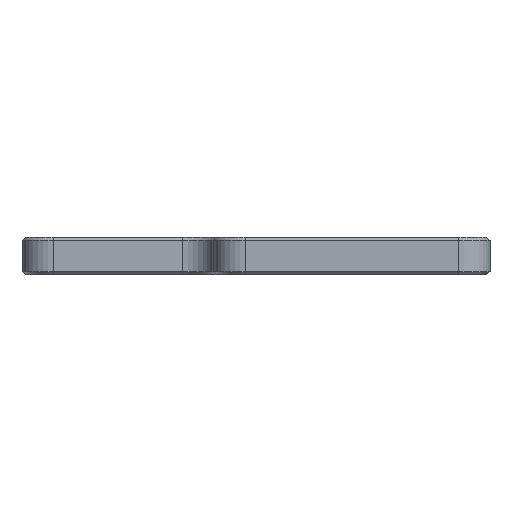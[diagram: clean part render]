
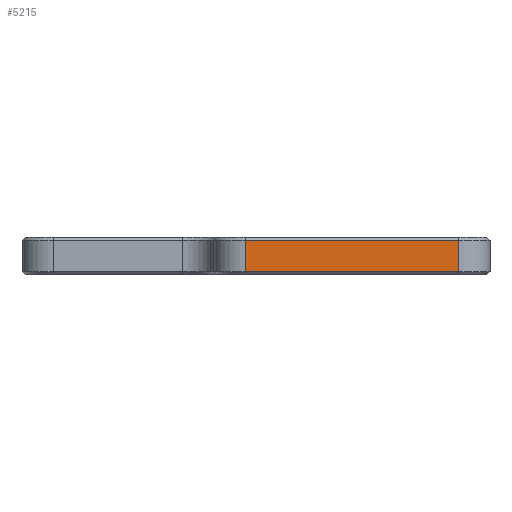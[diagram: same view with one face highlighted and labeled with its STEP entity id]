
A CAD part, left-side view. The second image highlights one B-rep face of the part: STEP entity #5215.
In plain terms, the highlighted planar face has unit normal (-1, 0, 0).
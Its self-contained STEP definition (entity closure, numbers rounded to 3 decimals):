
#681=FACE_OUTER_BOUND('',#1069,.T.);
#1069=EDGE_LOOP('',(#4344,#4345,#4346,#4347));
#1442=LINE('',#8377,#1944);
#1444=LINE('',#8380,#1946);
#1449=LINE('',#8390,#1951);
#1556=LINE('',#8670,#2058);
#1944=VECTOR('',#6722,1000.);
#1946=VECTOR('',#6726,1000.);
#1951=VECTOR('',#6739,1000.);
#2058=VECTOR('',#7044,1000.);
#2519=VERTEX_POINT('',#8343);
#2526=VERTEX_POINT('',#8372);
#2527=VERTEX_POINT('',#8376);
#2528=VERTEX_POINT('',#8388);
#3069=EDGE_CURVE('',#2527,#2526,#1442,.T.);
#3071=EDGE_CURVE('',#2526,#2519,#1444,.T.);
#3076=EDGE_CURVE('',#2519,#2528,#1449,.T.);
#3215=EDGE_CURVE('',#2527,#2528,#1556,.T.);
#4344=ORIENTED_EDGE('',*,*,#3071,.T.);
#4345=ORIENTED_EDGE('',*,*,#3076,.T.);
#4346=ORIENTED_EDGE('',*,*,#3215,.F.);
#4347=ORIENTED_EDGE('',*,*,#3069,.T.);
#4969=PLANE('',#5751);
#5215=ADVANCED_FACE('',(#681),#4969,.F.);
#5751=AXIS2_PLACEMENT_3D('',#8669,#7042,#7043);
#6722=DIRECTION('',(0.,1.,0.));
#6726=DIRECTION('',(0.,0.,-1.));
#6739=DIRECTION('',(0.,-1.,0.));
#7042=DIRECTION('center_axis',(1.,0.,0.));
#7043=DIRECTION('ref_axis',(0.,0.,-1.));
#7044=DIRECTION('',(0.,0.,-1.));
#8343=CARTESIAN_POINT('',(-22.,17.,0.5));
#8372=CARTESIAN_POINT('',(-22.,17.,5.5));
#8376=CARTESIAN_POINT('',(-22.,-17.,5.5));
#8377=CARTESIAN_POINT('',(-22.,17.,5.5));
#8380=CARTESIAN_POINT('',(-22.,17.,6.));
#8388=CARTESIAN_POINT('',(-22.,-17.,0.5));
#8390=CARTESIAN_POINT('',(-22.,-17.,0.5));
#8669=CARTESIAN_POINT('Origin',(-22.,-17.,6.));
#8670=CARTESIAN_POINT('',(-22.,-17.,6.));
